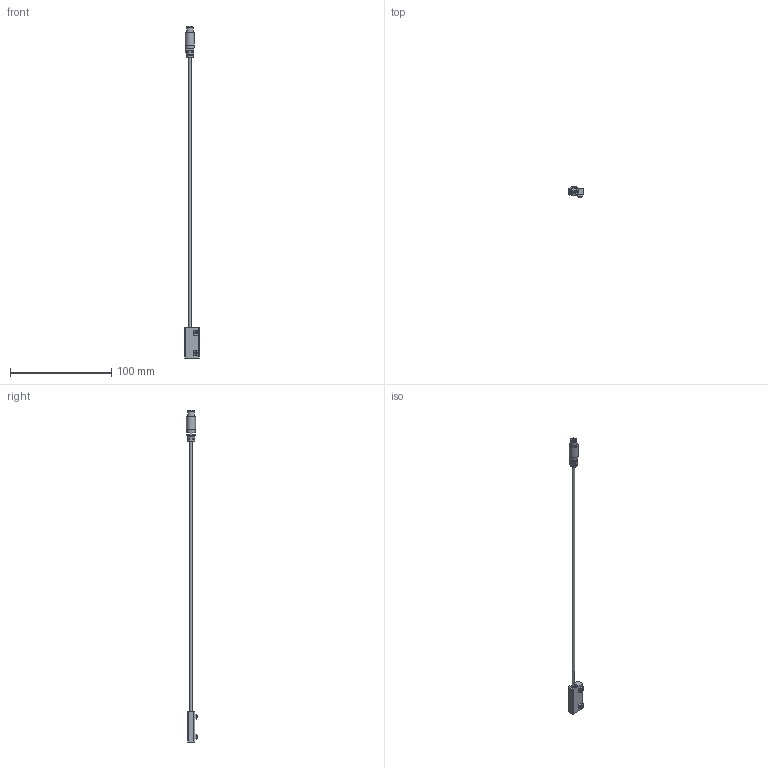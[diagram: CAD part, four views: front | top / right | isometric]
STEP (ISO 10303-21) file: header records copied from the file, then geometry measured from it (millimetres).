
FILE_DESCRIPTION(/* description */ (''),/* implementation_level */ '2;1');
FILE_NAME(/* name */ 'CAD_77076.stp',/* time_stamp */ '2017-05-29T14:43:17+02:00',/* author */ ('Hypex'),/* organization */ ('Hypex'),/* preprocessor_version */ 'ST-DEVELOPER v16.1',/* originating_system */ 'Autodesk Inventor 2016',/* authorisation */ '');
FILE_SCHEMA (('AUTOMOTIVE_DESIGN { 1 0 10303 214 3 1 1 }'));
Length unit declared in the file: millimetre
Products named in the file (1): CAD_77076
Bounding box: 14 x 11 x 328.3 mm (x, y, z)
Volume: 5300.1 mm3; surface area: 5871.1 mm2
Topology: 1 solids, 3 shells, 169 faces, 400 edges, 254 vertices
Faces by surface type: plane 100, cylinder 41, sphere 11, torus 7, cone 6, bspline 4
Full cylindrical faces by diameter (mm): 1 x3, 2.5 x4, 2.6 x1, 2.8 x2, 4.5 x2, 5 x3, 5.5 x1, 6.5 x1, 9 x1
Entity records: 4832 total; most frequent: CARTESIAN_POINT 937, DIRECTION 766, ORIENTED_EDGE 706, EDGE_CURVE 353, AXIS2_PLACEMENT_3D 283, VERTEX_POINT 240, EDGE_LOOP 223, LINE 200
